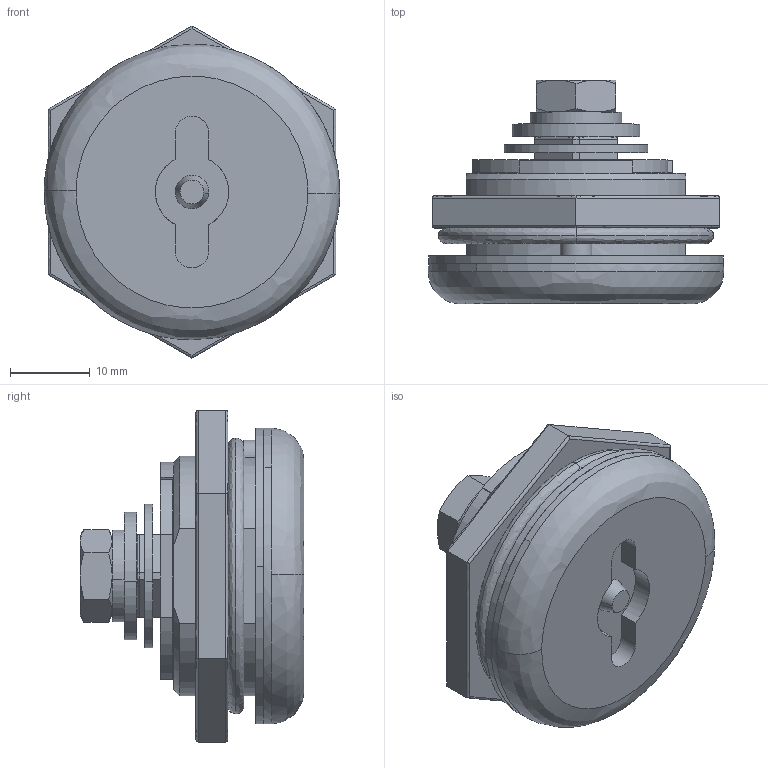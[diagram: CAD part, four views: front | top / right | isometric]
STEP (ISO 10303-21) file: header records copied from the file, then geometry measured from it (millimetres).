
FILE_DESCRIPTION((''),'2;1');
FILE_NAME('','2009-09-16T09:00:25',(''),(''),'','CADfix','');
FILE_SCHEMA(('AUTOMOTIVE_DESIGN { 1 0 10303 214 1 1 1 1 }'));
Length unit declared in the file: millimetre
Bounding box: 37 x 28 x 41.57 mm (x, y, z)
Volume: 16804 mm3; surface area: 8816.7 mm2
Topology: 6 solids, 6 shells, 147 faces, 391 edges, 266 vertices
Faces by surface type: bspline 147
Entity records: 5404 total; most frequent: CARTESIAN_POINT 3082, ORIENTED_EDGE 782, EDGE_CURVE 391, VERTEX_POINT 266, QUASI_UNIFORM_CURVE 184, EDGE_LOOP 165, FACE_OUTER_BOUND 147, ADVANCED_FACE 147
